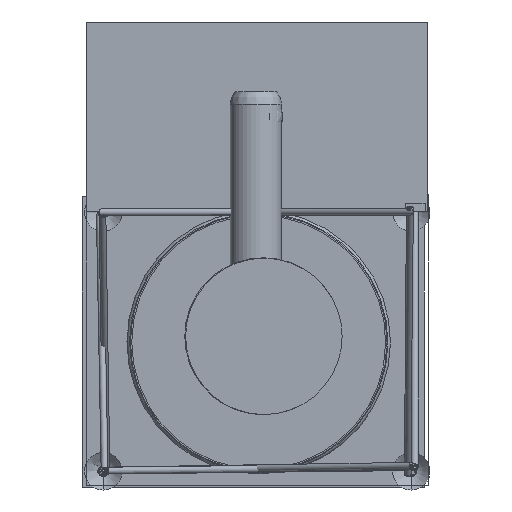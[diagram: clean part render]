
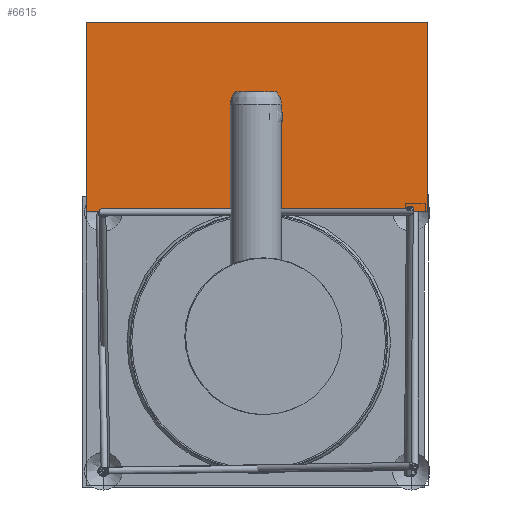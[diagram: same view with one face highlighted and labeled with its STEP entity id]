
A CAD part, front view. The second image highlights one B-rep face of the part: STEP entity #6615.
In plain terms, the highlighted planar face has unit normal (0, -1, 0).
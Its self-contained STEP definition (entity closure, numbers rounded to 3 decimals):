
#706=LINE('',#20277,#996);
#707=LINE('',#20279,#997);
#708=LINE('',#20281,#998);
#709=LINE('',#20282,#999);
#996=VECTOR('',#9306,10.);
#997=VECTOR('',#9307,10.);
#998=VECTOR('',#9308,10.);
#999=VECTOR('',#9309,10.);
#1308=FACE_BOUND('',#2164,.T.);
#1701=FACE_OUTER_BOUND('',#2163,.T.);
#2163=EDGE_LOOP('',(#5854,#5855,#5856,#5857));
#2164=EDGE_LOOP('',(#5858));
#2642=CIRCLE('',#7477,75.);
#3145=VERTEX_POINT('',#20246);
#3154=VERTEX_POINT('',#20275);
#3155=VERTEX_POINT('',#20276);
#3156=VERTEX_POINT('',#20278);
#3157=VERTEX_POINT('',#20280);
#4062=EDGE_CURVE('',#3145,#3145,#2642,.T.);
#4075=EDGE_CURVE('',#3154,#3155,#706,.T.);
#4076=EDGE_CURVE('',#3155,#3156,#707,.T.);
#4077=EDGE_CURVE('',#3157,#3156,#708,.T.);
#4078=EDGE_CURVE('',#3154,#3157,#709,.T.);
#5854=ORIENTED_EDGE('',*,*,#4075,.T.);
#5855=ORIENTED_EDGE('',*,*,#4076,.T.);
#5856=ORIENTED_EDGE('',*,*,#4077,.F.);
#5857=ORIENTED_EDGE('',*,*,#4078,.F.);
#5858=ORIENTED_EDGE('',*,*,#4062,.T.);
#6198=PLANE('',#7483);
#6615=ADVANCED_FACE('',(#1701,#1308),#6198,.T.);
#7477=AXIS2_PLACEMENT_3D('',#20248,#9280,#9281);
#7483=AXIS2_PLACEMENT_3D('',#20274,#9304,#9305);
#9280=DIRECTION('center_axis',(0.,1.,0.));
#9281=DIRECTION('ref_axis',(0.,0.,1.));
#9304=DIRECTION('center_axis',(0.,-1.,0.));
#9305=DIRECTION('ref_axis',(1.,0.,0.));
#9306=DIRECTION('',(1.,0.,0.));
#9307=DIRECTION('',(0.,0.,1.));
#9308=DIRECTION('',(1.,0.,0.));
#9309=DIRECTION('',(0.,0.,1.));
#20246=CARTESIAN_POINT('',(-1.447,-1350.,202.5));
#20248=CARTESIAN_POINT('Origin',(-1.447,-1350.,277.5));
#20274=CARTESIAN_POINT('Origin',(-500.,-1350.,0.));
#20275=CARTESIAN_POINT('',(-500.,-1350.,0.));
#20276=CARTESIAN_POINT('',(497.107,-1350.,0.));
#20277=CARTESIAN_POINT('',(-500.,-1350.,0.));
#20278=CARTESIAN_POINT('',(497.107,-1350.,555.));
#20279=CARTESIAN_POINT('',(497.107,-1350.,0.));
#20280=CARTESIAN_POINT('',(-500.,-1350.,555.));
#20281=CARTESIAN_POINT('',(-250.723,-1350.,555.));
#20282=CARTESIAN_POINT('',(-500.,-1350.,0.));
